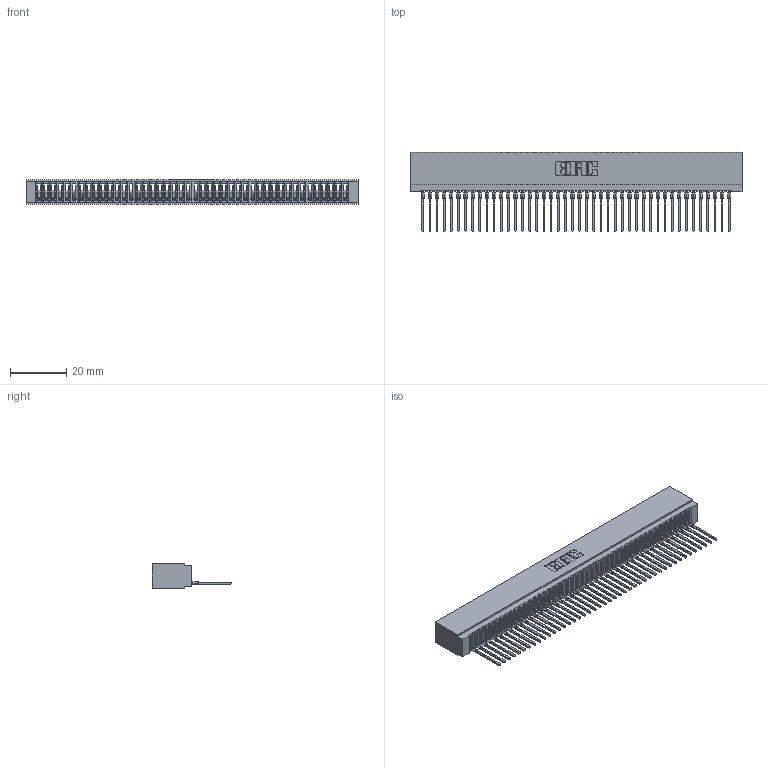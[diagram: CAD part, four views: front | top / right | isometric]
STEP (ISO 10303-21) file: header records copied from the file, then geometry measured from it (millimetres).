
FILE_DESCRIPTION (( 'STEP AP203' ), '1' );
FILE_NAME ('725-044-540-101.STEP', '2026-03-05T22:50:31', ( '' ), ( '' ), 'SwSTEP 2.0', 'SolidWorks 2023', '' );
FILE_SCHEMA (( 'CONFIG_CONTROL_DESIGN' ));
Length unit declared in the file: millimetre
Products named in the file (3): 725-044-540-101; 745-292-001_540; 725 Part_Insulator Option - 01
Assembly tree (45 placements, depth 2):
  725-044-540-101
    725 Part_Insulator Option - 01
    745-292-001_540  x44
Bounding box: 118.36 x 28.21 x 8.89 mm (x, y, z)
Volume: 9075.3 mm3; surface area: 17983.1 mm2
Topology: 45 solids, 45 shells, 5023 faces, 13806 edges, 8704 vertices
Faces by surface type: plane 3003, bspline 880, cylinder 876, torus 264
Entity records: 72358 total; most frequent: CARTESIAN_POINT 13251, ORIENTED_EDGE 12734, DIRECTION 11037, EDGE_CURVE 6367, VECTOR 5921, LINE 5921, VERTEX_POINT 4060, AXIS2_PLACEMENT_3D 2558
